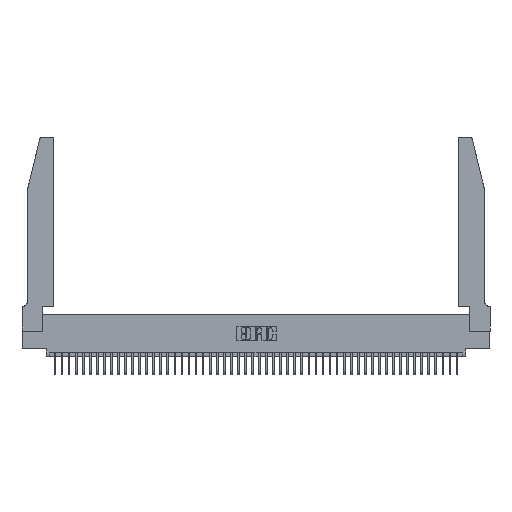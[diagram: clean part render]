
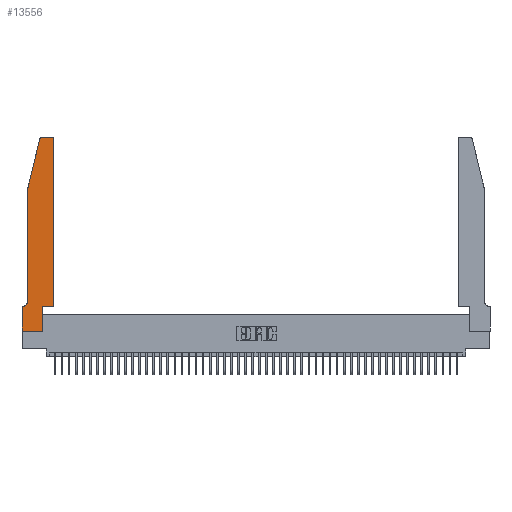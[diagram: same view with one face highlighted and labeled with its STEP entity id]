
A CAD part, top view. The second image highlights one B-rep face of the part: STEP entity #13556.
In plain terms, the highlighted planar face has unit normal (0, 0, 1).
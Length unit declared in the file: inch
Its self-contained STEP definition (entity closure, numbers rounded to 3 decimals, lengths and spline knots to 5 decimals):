
#835 = CARTESIAN_POINT ( 'NONE',  ( 0.2605, 2.75, 0.37 ) ) ;
#935 = CARTESIAN_POINT ( 'NONE',  ( 0.0055, 0.35, 0.37 ) ) ;
#1141 = LINE ( 'NONE', #9119, #19246 ) ;
#1302 = VECTOR ( 'NONE', #4939, 39.37008 ) ;
#1761 = DIRECTION ( 'NONE',  ( 0., -1., 0. ) ) ;
#2548 = EDGE_CURVE ( 'NONE', #37247, #29780, #8868, .T. ) ;
#2880 = VERTEX_POINT ( 'NONE', #18183 ) ;
#3730 = ORIENTED_EDGE ( 'NONE', *, *, #29784, .T. ) ;
#3879 = DIRECTION ( 'NONE',  ( -1., 0., 0. ) ) ;
#4888 = CIRCLE ( 'NONE', #37240, 0.03 ) ;
#4900 = VERTEX_POINT ( 'NONE', #43053 ) ;
#4939 = DIRECTION ( 'NONE',  ( 1., 0., 0. ) ) ;
#5330 = LINE ( 'NONE', #33363, #23386 ) ;
#5684 = CARTESIAN_POINT ( 'NONE',  ( 0.0055, 0.42, 0.37 ) ) ;
#6011 = PLANE ( 'NONE',  #35587 ) ;
#6291 = LINE ( 'NONE', #835, #15900 ) ;
#6586 = VECTOR ( 'NONE', #1761, 39.37008 ) ;
#6858 = CARTESIAN_POINT ( 'NONE',  ( 0.4205, 2.72, 0.37 ) ) ;
#7149 = CIRCLE ( 'NONE', #40105, 0.07 ) ;
#7362 = CARTESIAN_POINT ( 'NONE',  ( 0.2865, 0., 0.37 ) ) ;
#8185 = EDGE_CURVE ( 'NONE', #10105, #2880, #38619, .T. ) ;
#8868 = LINE ( 'NONE', #37645, #6586 ) ;
#9119 = CARTESIAN_POINT ( 'NONE',  ( 0., 0., 0.37 ) ) ;
#9346 = DIRECTION ( 'NONE',  ( -1., 0., 0. ) ) ;
#9643 = DIRECTION ( 'NONE',  ( 0., 0., 1. ) ) ;
#9669 = CARTESIAN_POINT ( 'NONE',  ( 0., 0., 0.37 ) ) ;
#10105 = VERTEX_POINT ( 'NONE', #935 ) ;
#10488 = DIRECTION ( 'NONE',  ( 1., 0., 0. ) ) ;
#10490 = ORIENTED_EDGE ( 'NONE', *, *, #30712, .T. ) ;
#10994 = ORIENTED_EDGE ( 'NONE', *, *, #24408, .T. ) ;
#11845 = DIRECTION ( 'NONE',  ( 0., 1., 0. ) ) ;
#12228 = VERTEX_POINT ( 'NONE', #9669 ) ;
#12337 = CARTESIAN_POINT ( 'NONE',  ( 0.0755, 2., 0.37 ) ) ;
#12739 = DIRECTION ( 'NONE',  ( 1., 0., 0. ) ) ;
#12835 = CARTESIAN_POINT ( 'NONE',  ( 0.284, 2.75, 0.37 ) ) ;
#13556 = ADVANCED_FACE ( 'NONE', ( #13834 ), #6011, .T. ) ;
#13834 = FACE_OUTER_BOUND ( 'NONE', #37442, .T. ) ;
#14407 = EDGE_CURVE ( 'NONE', #25334, #26429, #45154, .T. ) ;
#15633 = CARTESIAN_POINT ( 'NONE',  ( 0.284, 2.72, 0.37 ) ) ;
#15900 = VECTOR ( 'NONE', #22477, 39.37008 ) ;
#17351 = CARTESIAN_POINT ( 'NONE',  ( 0.4205, 2.75, 0.37 ) ) ;
#18183 = CARTESIAN_POINT ( 'NONE',  ( 0., 0.35, 0.37 ) ) ;
#18228 = LINE ( 'NONE', #34764, #35072 ) ;
#18282 = CARTESIAN_POINT ( 'NONE',  ( 0.0755, 0.35, 0.37 ) ) ;
#18776 = ORIENTED_EDGE ( 'NONE', *, *, #20161, .T. ) ;
#19076 = ORIENTED_EDGE ( 'NONE', *, *, #2548, .T. ) ;
#19224 = DIRECTION ( 'NONE',  ( 1., 0., 0. ) ) ;
#19246 = VECTOR ( 'NONE', #12739, 39.37008 ) ;
#19387 = LINE ( 'NONE', #41033, #37322 ) ;
#19788 = ORIENTED_EDGE ( 'NONE', *, *, #45526, .T. ) ;
#20161 = EDGE_CURVE ( 'NONE', #44768, #36829, #5330, .T. ) ;
#22141 = ORIENTED_EDGE ( 'NONE', *, *, #46176, .T. ) ;
#22477 = DIRECTION ( 'NONE',  ( -1., 0., 0. ) ) ;
#22809 = AXIS2_PLACEMENT_3D ( 'NONE', #6858, #32019, #10488 ) ;
#23386 = VECTOR ( 'NONE', #11845, 39.37008 ) ;
#24082 = DIRECTION ( 'NONE',  ( 0., 1., 0. ) ) ;
#24408 = EDGE_CURVE ( 'NONE', #29780, #10105, #7149, .T. ) ;
#25334 = VERTEX_POINT ( 'NONE', #43203 ) ;
#25337 = VERTEX_POINT ( 'NONE', #36079 ) ;
#26272 = ORIENTED_EDGE ( 'NONE', *, *, #38127, .T. ) ;
#26429 = VERTEX_POINT ( 'NONE', #17351 ) ;
#26657 = DIRECTION ( 'NONE',  ( 0., -1., 0. ) ) ;
#27816 = LINE ( 'NONE', #44283, #1302 ) ;
#28922 = LINE ( 'NONE', #12337, #45667 ) ;
#29091 = VECTOR ( 'NONE', #3879, 39.37008 ) ;
#29660 = CARTESIAN_POINT ( 'NONE',  ( 0.2865, 0.35, 0.37 ) ) ;
#29780 = VERTEX_POINT ( 'NONE', #30243 ) ;
#29784 = EDGE_CURVE ( 'NONE', #2880, #12228, #19387, .T. ) ;
#30243 = CARTESIAN_POINT ( 'NONE',  ( 0.0755, 0.42, 0.37 ) ) ;
#30712 = EDGE_CURVE ( 'NONE', #12228, #44768, #1141, .T. ) ;
#30854 = DIRECTION ( 'NONE',  ( 0., 0., -1. ) ) ;
#31163 = CARTESIAN_POINT ( 'NONE',  ( 0., 0.35, 0.37 ) ) ;
#32019 = DIRECTION ( 'NONE',  ( 0., 0., 1. ) ) ;
#32147 = EDGE_CURVE ( 'NONE', #4900, #25334, #18228, .T. ) ;
#32149 = CARTESIAN_POINT ( 'NONE',  ( 0.0755, 2., 0.37 ) ) ;
#33025 = EDGE_CURVE ( 'NONE', #26429, #33575, #6291, .T. ) ;
#33363 = CARTESIAN_POINT ( 'NONE',  ( 0.2865, 0.35, 0.37 ) ) ;
#33575 = VERTEX_POINT ( 'NONE', #12835 ) ;
#33999 = DIRECTION ( 'NONE',  ( -0.239, -0.971, 0. ) ) ;
#34292 = ORIENTED_EDGE ( 'NONE', *, *, #33025, .T. ) ;
#34632 = ORIENTED_EDGE ( 'NONE', *, *, #32147, .T. ) ;
#34764 = CARTESIAN_POINT ( 'NONE',  ( 0.4505, 0.35, 0.37 ) ) ;
#34786 = DIRECTION ( 'NONE',  ( 1., 0., 0. ) ) ;
#35072 = VECTOR ( 'NONE', #24082, 39.37008 ) ;
#35587 = AXIS2_PLACEMENT_3D ( 'NONE', #31163, #9643, #34786 ) ;
#36079 = CARTESIAN_POINT ( 'NONE',  ( 0.25487, 2.72718, 0.37 ) ) ;
#36829 = VERTEX_POINT ( 'NONE', #29660 ) ;
#37240 = AXIS2_PLACEMENT_3D ( 'NONE', #15633, #40646, #19224 ) ;
#37247 = VERTEX_POINT ( 'NONE', #32149 ) ;
#37322 = VECTOR ( 'NONE', #26657, 39.37008 ) ;
#37442 = EDGE_LOOP ( 'NONE', ( #34292, #26272, #22141, #19076, #10994, #41476, #3730, #10490, #18776, #19788, #34632, #43048 ) ) ;
#37645 = CARTESIAN_POINT ( 'NONE',  ( 0.0755, 2., 0.37 ) ) ;
#38127 = EDGE_CURVE ( 'NONE', #33575, #25337, #4888, .T. ) ;
#38619 = LINE ( 'NONE', #18282, #29091 ) ;
#40105 = AXIS2_PLACEMENT_3D ( 'NONE', #5684, #30854, #9346 ) ;
#40646 = DIRECTION ( 'NONE',  ( 0., 0., 1. ) ) ;
#41033 = CARTESIAN_POINT ( 'NONE',  ( 0., 0., 0.37 ) ) ;
#41476 = ORIENTED_EDGE ( 'NONE', *, *, #8185, .T. ) ;
#43048 = ORIENTED_EDGE ( 'NONE', *, *, #14407, .T. ) ;
#43053 = CARTESIAN_POINT ( 'NONE',  ( 0.4505, 0.35, 0.37 ) ) ;
#43203 = CARTESIAN_POINT ( 'NONE',  ( 0.4505, 2.72, 0.37 ) ) ;
#44283 = CARTESIAN_POINT ( 'NONE',  ( 0.4505, 0.35, 0.37 ) ) ;
#44768 = VERTEX_POINT ( 'NONE', #7362 ) ;
#45154 = CIRCLE ( 'NONE', #22809, 0.03 ) ;
#45526 = EDGE_CURVE ( 'NONE', #36829, #4900, #27816, .T. ) ;
#45667 = VECTOR ( 'NONE', #33999, 39.37008 ) ;
#46176 = EDGE_CURVE ( 'NONE', #25337, #37247, #28922, .T. ) ;
